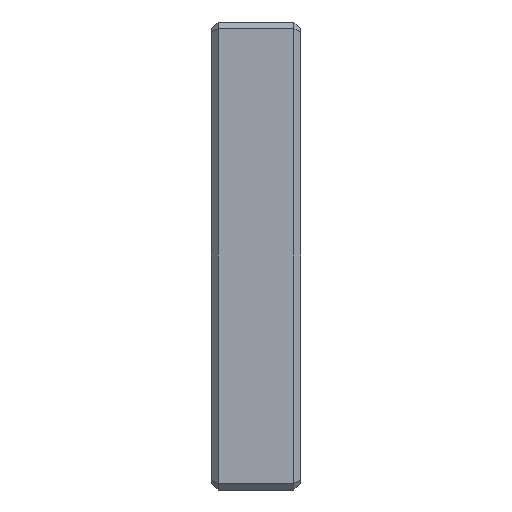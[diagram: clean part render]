
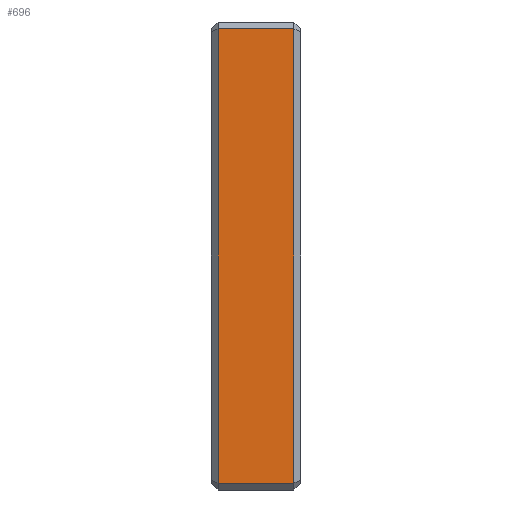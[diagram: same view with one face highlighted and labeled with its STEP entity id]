
A CAD part, left-side view. The second image highlights one B-rep face of the part: STEP entity #696.
In plain terms, the highlighted planar face has unit normal (-1, 0, 0).
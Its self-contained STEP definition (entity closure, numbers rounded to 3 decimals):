
#21 = VERTEX_POINT ( 'NONE', #690 ) ;
#168 = VECTOR ( 'NONE', #1059, 1000. ) ;
#182 = FACE_OUTER_BOUND ( 'NONE', #874, .T. ) ;
#279 = CARTESIAN_POINT ( 'NONE',  ( -32., 2.75, -16.5 ) ) ;
#321 = ORIENTED_EDGE ( 'NONE', *, *, #794, .T. ) ;
#414 = DIRECTION ( 'NONE',  ( 0., 0., -1. ) ) ;
#451 = VERTEX_POINT ( 'NONE', #1930 ) ;
#690 = CARTESIAN_POINT ( 'NONE',  ( -32., 2.75, -16.5 ) ) ;
#696 = ADVANCED_FACE ( 'NONE', ( #182 ), #1668, .F. ) ;
#744 = DIRECTION ( 'NONE',  ( 1., 0., 0. ) ) ;
#786 = EDGE_CURVE ( 'NONE', #797, #451, #1793, .T. ) ;
#794 = EDGE_CURVE ( 'NONE', #451, #21, #1696, .T. ) ;
#797 = VERTEX_POINT ( 'NONE', #1638 ) ;
#874 = EDGE_LOOP ( 'NONE', ( #1080, #1663, #1684, #321 ) ) ;
#892 = CARTESIAN_POINT ( 'NONE',  ( -32., 3.25, -16.5 ) ) ;
#1021 = VECTOR ( 'NONE', #1975, 1000. ) ;
#1059 = DIRECTION ( 'NONE',  ( 0., -1., 0. ) ) ;
#1080 = ORIENTED_EDGE ( 'NONE', *, *, #1621, .T. ) ;
#1222 = VERTEX_POINT ( 'NONE', #1489 ) ;
#1416 = VECTOR ( 'NONE', #1957, 1000. ) ;
#1472 = VECTOR ( 'NONE', #1785, 1000. ) ;
#1482 = CARTESIAN_POINT ( 'NONE',  ( -32., 3.25, 16.5 ) ) ;
#1489 = CARTESIAN_POINT ( 'NONE',  ( -32., -2.75, -16.5 ) ) ;
#1595 = LINE ( 'NONE', #892, #168 ) ;
#1617 = LINE ( 'NONE', #1972, #1472 ) ;
#1621 = EDGE_CURVE ( 'NONE', #21, #1222, #1595, .T. ) ;
#1638 = CARTESIAN_POINT ( 'NONE',  ( -32., -2.75, 16.5 ) ) ;
#1663 = ORIENTED_EDGE ( 'NONE', *, *, #1979, .T. ) ;
#1668 = PLANE ( 'NONE',  #1839 ) ;
#1684 = ORIENTED_EDGE ( 'NONE', *, *, #786, .T. ) ;
#1696 = LINE ( 'NONE', #279, #1021 ) ;
#1785 = DIRECTION ( 'NONE',  ( 0., 0., 1. ) ) ;
#1793 = LINE ( 'NONE', #1482, #1416 ) ;
#1839 = AXIS2_PLACEMENT_3D ( 'NONE', #1983, #744, #414 ) ;
#1930 = CARTESIAN_POINT ( 'NONE',  ( -32., 2.75, 16.5 ) ) ;
#1957 = DIRECTION ( 'NONE',  ( 0., 1., 0. ) ) ;
#1972 = CARTESIAN_POINT ( 'NONE',  ( -32., -2.75, -17. ) ) ;
#1975 = DIRECTION ( 'NONE',  ( 0., 0., -1. ) ) ;
#1979 = EDGE_CURVE ( 'NONE', #1222, #797, #1617, .T. ) ;
#1983 = CARTESIAN_POINT ( 'NONE',  ( -32., 3.25, -17. ) ) ;
